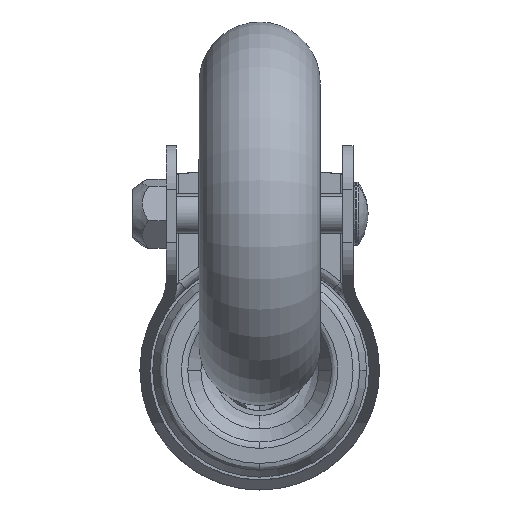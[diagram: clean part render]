
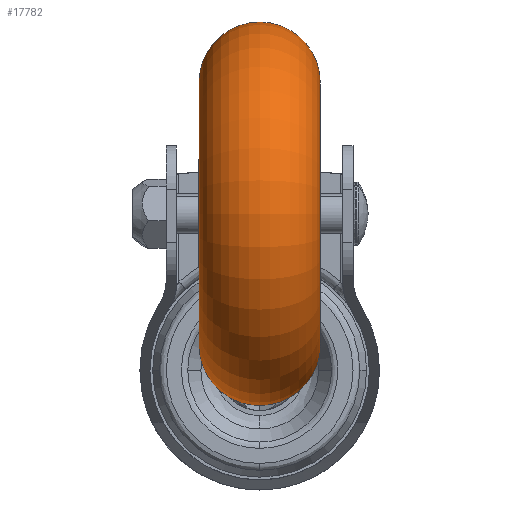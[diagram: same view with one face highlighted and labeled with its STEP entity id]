
A CAD part, front view. The second image highlights one B-rep face of the part: STEP entity #17782.
In plain terms, the highlighted toroidal (fillet/blend) face has major radius 26 mm and minor radius 12 mm.
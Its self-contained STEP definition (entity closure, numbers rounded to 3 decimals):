
#3680 = TOROIDAL_SURFACE ( 'NONE', #10385, 26., 12. ) ;
#4162 = VERTEX_POINT ( 'NONE', #12377 ) ;
#4831 = EDGE_CURVE ( 'NONE', #19531, #9477, #15445, .T. ) ;
#4965 = EDGE_CURVE ( 'NONE', #13590, #19531, #9191, .T. ) ;
#5312 = DIRECTION ( 'NONE',  ( 0., 0., -1. ) ) ;
#5436 = CARTESIAN_POINT ( 'NONE',  ( -12., -64.8, 31.09 ) ) ;
#5661 = ORIENTED_EDGE ( 'NONE', *, *, #4965, .T. ) ;
#6604 = AXIS2_PLACEMENT_3D ( 'NONE', #6842, #20140, #8738 ) ;
#6842 = CARTESIAN_POINT ( 'NONE',  ( 0., -64.8, 5.09 ) ) ;
#7034 = CARTESIAN_POINT ( 'NONE',  ( 12., -64.8, 31.09 ) ) ;
#7325 = DIRECTION ( 'NONE',  ( 0., 0., -1. ) ) ;
#7737 = DIRECTION ( 'NONE',  ( 0., 1., 0. ) ) ;
#8738 = DIRECTION ( 'NONE',  ( 0., 0., -1. ) ) ;
#8863 = AXIS2_PLACEMENT_3D ( 'NONE', #19135, #7737, #21046 ) ;
#8945 = DIRECTION ( 'NONE',  ( 0., 0., -1. ) ) ;
#9191 = CIRCLE ( 'NONE', #12968, 26. ) ;
#9477 = VERTEX_POINT ( 'NONE', #13387 ) ;
#10385 = AXIS2_PLACEMENT_3D ( 'NONE', #22259, #16687, #5312 ) ;
#10386 = ORIENTED_EDGE ( 'NONE', *, *, #18542, .F. ) ;
#10694 = ORIENTED_EDGE ( 'NONE', *, *, #4831, .T. ) ;
#10939 = CIRCLE ( 'NONE', #18065, 26. ) ;
#12377 = CARTESIAN_POINT ( 'NONE',  ( 12., -64.8, 57.09 ) ) ;
#12968 = AXIS2_PLACEMENT_3D ( 'NONE', #5436, #18717, #7325 ) ;
#13387 = CARTESIAN_POINT ( 'NONE',  ( 12., -64.8, 5.09 ) ) ;
#13467 = EDGE_LOOP ( 'NONE', ( #10386, #5661, #10694, #23572 ) ) ;
#13590 = VERTEX_POINT ( 'NONE', #19768 ) ;
#13778 = CIRCLE ( 'NONE', #8863, 12. ) ;
#13804 = FACE_OUTER_BOUND ( 'NONE', #13467, .T. ) ;
#15445 = CIRCLE ( 'NONE', #6604, 12. ) ;
#16687 = DIRECTION ( 'NONE',  ( 1., 0., 0. ) ) ;
#17782 = ADVANCED_FACE ( 'NONE', ( #13804 ), #3680, .T. ) ;
#18065 = AXIS2_PLACEMENT_3D ( 'NONE', #7034, #20344, #8945 ) ;
#18542 = EDGE_CURVE ( 'NONE', #13590, #4162, #13778, .T. ) ;
#18717 = DIRECTION ( 'NONE',  ( 1., 0., 0. ) ) ;
#19135 = CARTESIAN_POINT ( 'NONE',  ( 0., -64.8, 57.09 ) ) ;
#19531 = VERTEX_POINT ( 'NONE', #23799 ) ;
#19768 = CARTESIAN_POINT ( 'NONE',  ( -12., -64.8, 57.09 ) ) ;
#20140 = DIRECTION ( 'NONE',  ( 0., -1., 0. ) ) ;
#20344 = DIRECTION ( 'NONE',  ( 1., 0., 0. ) ) ;
#21046 = DIRECTION ( 'NONE',  ( 0., 0., 1. ) ) ;
#22259 = CARTESIAN_POINT ( 'NONE',  ( 0., -64.8, 31.09 ) ) ;
#23299 = EDGE_CURVE ( 'NONE', #4162, #9477, #10939, .T. ) ;
#23572 = ORIENTED_EDGE ( 'NONE', *, *, #23299, .F. ) ;
#23799 = CARTESIAN_POINT ( 'NONE',  ( -12., -64.8, 5.09 ) ) ;
